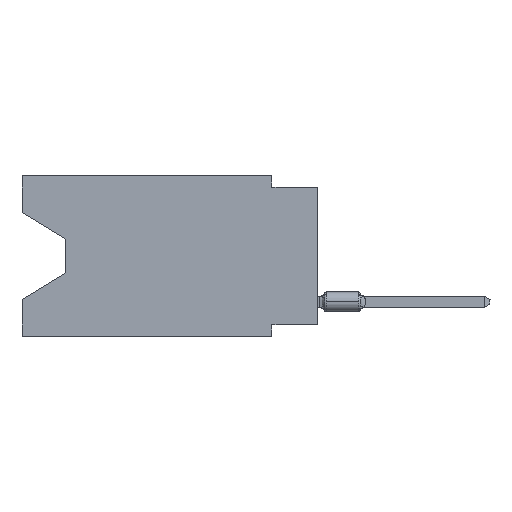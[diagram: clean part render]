
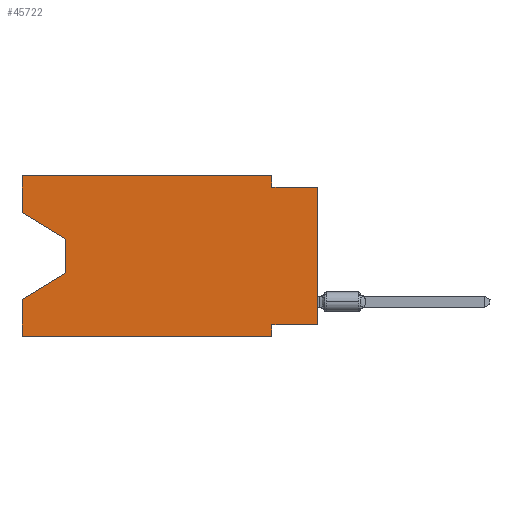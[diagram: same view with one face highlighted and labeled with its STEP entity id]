
A CAD part, left-side view. The second image highlights one B-rep face of the part: STEP entity #45722.
In plain terms, the highlighted planar face has unit normal (-1, 0, 0).
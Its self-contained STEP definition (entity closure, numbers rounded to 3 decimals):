
#132 = CARTESIAN_POINT ( 'NONE',  ( 0., 16.383, 0. ) ) ;
#1139 = LINE ( 'NONE', #33274, #61575 ) ;
#3654 = EDGE_CURVE ( 'NONE', #80169, #12079, #1139, .T. ) ;
#4091 = CARTESIAN_POINT ( 'NONE',  ( 0., 2.54, 0. ) ) ;
#4195 = VERTEX_POINT ( 'NONE', #46084 ) ;
#6437 = VERTEX_POINT ( 'NONE', #13021 ) ;
#7140 = EDGE_CURVE ( 'NONE', #7805, #26846, #33024, .T. ) ;
#7746 = DIRECTION ( 'NONE',  ( 0., -1., 0. ) ) ;
#7805 = VERTEX_POINT ( 'NONE', #13835 ) ;
#8279 = LINE ( 'NONE', #30929, #96181 ) ;
#11263 = EDGE_CURVE ( 'NONE', #99282, #100250, #8279, .T. ) ;
#11472 = LINE ( 'NONE', #4091, #88936 ) ;
#11663 = VERTEX_POINT ( 'NONE', #24465 ) ;
#12079 = VERTEX_POINT ( 'NONE', #79697 ) ;
#12152 = DIRECTION ( 'NONE',  ( 0., 0., 1. ) ) ;
#13021 = CARTESIAN_POINT ( 'NONE',  ( 0., 2.54, -8.89 ) ) ;
#13835 = CARTESIAN_POINT ( 'NONE',  ( 0., 2.54, -0.635 ) ) ;
#15681 = ORIENTED_EDGE ( 'NONE', *, *, #11263, .F. ) ;
#15888 = EDGE_CURVE ( 'NONE', #4195, #11663, #90819, .T. ) ;
#16998 = DIRECTION ( 'NONE',  ( 0., 0., 1. ) ) ;
#17568 = VECTOR ( 'NONE', #96259, 1000. ) ;
#18484 = LINE ( 'NONE', #82800, #75721 ) ;
#21352 = VERTEX_POINT ( 'NONE', #75833 ) ;
#21829 = VECTOR ( 'NONE', #24954, 1000. ) ;
#22472 = LINE ( 'NONE', #54628, #17568 ) ;
#23588 = EDGE_CURVE ( 'NONE', #4195, #99282, #62191, .T. ) ;
#24465 = CARTESIAN_POINT ( 'NONE',  ( 0., 13.97, -3.505 ) ) ;
#24954 = DIRECTION ( 'NONE',  ( 0., -0.855, -0.519 ) ) ;
#25474 = CARTESIAN_POINT ( 'NONE',  ( 0., 16.383, -2.038 ) ) ;
#26846 = VERTEX_POINT ( 'NONE', #57764 ) ;
#29632 = VECTOR ( 'NONE', #85635, 1000. ) ;
#30929 = CARTESIAN_POINT ( 'NONE',  ( 0., 16.383, 0. ) ) ;
#31958 = ORIENTED_EDGE ( 'NONE', *, *, #44456, .T. ) ;
#32125 = DIRECTION ( 'NONE',  ( 1., 0., 0. ) ) ;
#32628 = ORIENTED_EDGE ( 'NONE', *, *, #7140, .F. ) ;
#33024 = LINE ( 'NONE', #81508, #58643 ) ;
#33274 = CARTESIAN_POINT ( 'NONE',  ( 0., 16.383, 0. ) ) ;
#33561 = VECTOR ( 'NONE', #87309, 1000. ) ;
#33873 = CARTESIAN_POINT ( 'NONE',  ( 0., 0., 0. ) ) ;
#37796 = ORIENTED_EDGE ( 'NONE', *, *, #15888, .T. ) ;
#37969 = VECTOR ( 'NONE', #12152, 1000. ) ;
#39276 = ORIENTED_EDGE ( 'NONE', *, *, #45088, .F. ) ;
#40183 = VECTOR ( 'NONE', #52558, 1000. ) ;
#41177 = EDGE_CURVE ( 'NONE', #11663, #64991, #46592, .T. ) ;
#42081 = EDGE_CURVE ( 'NONE', #21352, #26846, #89228, .T. ) ;
#43086 = DIRECTION ( 'NONE',  ( 0., 0., -1. ) ) ;
#44456 = EDGE_CURVE ( 'NONE', #64991, #12079, #103616, .T. ) ;
#45088 = EDGE_CURVE ( 'NONE', #21352, #81142, #18484, .T. ) ;
#45161 = CARTESIAN_POINT ( 'NONE',  ( 0., 2.54, -8.89 ) ) ;
#45722 = ADVANCED_FACE ( 'NONE', ( #49484 ), #88001, .F. ) ;
#46084 = CARTESIAN_POINT ( 'NONE',  ( 0., 16.383, -2.038 ) ) ;
#46592 = LINE ( 'NONE', #101935, #29632 ) ;
#46778 = ORIENTED_EDGE ( 'NONE', *, *, #59629, .F. ) ;
#47556 = CARTESIAN_POINT ( 'NONE',  ( 0., 2.54, -8.255 ) ) ;
#49074 = DIRECTION ( 'NONE',  ( 0., 0., 1. ) ) ;
#49484 = FACE_OUTER_BOUND ( 'NONE', #92725, .T. ) ;
#50041 = VECTOR ( 'NONE', #16998, 1000. ) ;
#52558 = DIRECTION ( 'NONE',  ( 0., 0., -1. ) ) ;
#54628 = CARTESIAN_POINT ( 'NONE',  ( 0., 16.383, -8.89 ) ) ;
#54808 = EDGE_CURVE ( 'NONE', #80169, #6437, #22472, .T. ) ;
#55320 = CARTESIAN_POINT ( 'NONE',  ( 0., 2.54, 0. ) ) ;
#57437 = DIRECTION ( 'NONE',  ( 0., 0., -1. ) ) ;
#57764 = CARTESIAN_POINT ( 'NONE',  ( 0., 0., -0.635 ) ) ;
#58643 = VECTOR ( 'NONE', #74140, 1000. ) ;
#59629 = EDGE_CURVE ( 'NONE', #81142, #6437, #70439, .T. ) ;
#61575 = VECTOR ( 'NONE', #49074, 1000. ) ;
#62191 = LINE ( 'NONE', #84372, #37969 ) ;
#64686 = CARTESIAN_POINT ( 'NONE',  ( 0., 13.97, -5.385 ) ) ;
#64991 = VERTEX_POINT ( 'NONE', #64686 ) ;
#65719 = CARTESIAN_POINT ( 'NONE',  ( 0., 16.383, -8.89 ) ) ;
#70439 = LINE ( 'NONE', #45161, #40183 ) ;
#74140 = DIRECTION ( 'NONE',  ( 0., -1., 0. ) ) ;
#75721 = VECTOR ( 'NONE', #81749, 1000. ) ;
#75833 = CARTESIAN_POINT ( 'NONE',  ( 0., 0., -8.255 ) ) ;
#75858 = ORIENTED_EDGE ( 'NONE', *, *, #3654, .F. ) ;
#79697 = CARTESIAN_POINT ( 'NONE',  ( 0., 16.383, -6.852 ) ) ;
#80084 = CARTESIAN_POINT ( 'NONE',  ( 0., 16.383, 0. ) ) ;
#80169 = VERTEX_POINT ( 'NONE', #65719 ) ;
#80655 = AXIS2_PLACEMENT_3D ( 'NONE', #80084, #32125, #57437 ) ;
#81142 = VERTEX_POINT ( 'NONE', #47556 ) ;
#81189 = ORIENTED_EDGE ( 'NONE', *, *, #54808, .T. ) ;
#81508 = CARTESIAN_POINT ( 'NONE',  ( 0., 0., -0.635 ) ) ;
#81749 = DIRECTION ( 'NONE',  ( 0., 1., 0. ) ) ;
#82800 = CARTESIAN_POINT ( 'NONE',  ( 0., 0., -8.255 ) ) ;
#83025 = ORIENTED_EDGE ( 'NONE', *, *, #41177, .T. ) ;
#83822 = ORIENTED_EDGE ( 'NONE', *, *, #42081, .T. ) ;
#84372 = CARTESIAN_POINT ( 'NONE',  ( 0., 16.383, 0. ) ) ;
#85635 = DIRECTION ( 'NONE',  ( 0., 0., -1. ) ) ;
#86057 = EDGE_CURVE ( 'NONE', #100250, #7805, #11472, .T. ) ;
#87309 = DIRECTION ( 'NONE',  ( 0., 0.855, -0.519 ) ) ;
#88001 = PLANE ( 'NONE',  #80655 ) ;
#88240 = ORIENTED_EDGE ( 'NONE', *, *, #23588, .F. ) ;
#88936 = VECTOR ( 'NONE', #43086, 1000. ) ;
#89228 = LINE ( 'NONE', #33873, #50041 ) ;
#90819 = LINE ( 'NONE', #25474, #21829 ) ;
#92725 = EDGE_LOOP ( 'NONE', ( #37796, #83025, #31958, #75858, #81189, #46778, #39276, #83822, #32628, #93942, #15681, #88240 ) ) ;
#93942 = ORIENTED_EDGE ( 'NONE', *, *, #86057, .F. ) ;
#96181 = VECTOR ( 'NONE', #7746, 1000. ) ;
#96259 = DIRECTION ( 'NONE',  ( 0., -1., 0. ) ) ;
#99282 = VERTEX_POINT ( 'NONE', #132 ) ;
#100250 = VERTEX_POINT ( 'NONE', #55320 ) ;
#101935 = CARTESIAN_POINT ( 'NONE',  ( 0., 13.97, -3.505 ) ) ;
#102581 = CARTESIAN_POINT ( 'NONE',  ( 0., 13.97, -5.385 ) ) ;
#103616 = LINE ( 'NONE', #102581, #33561 ) ;
